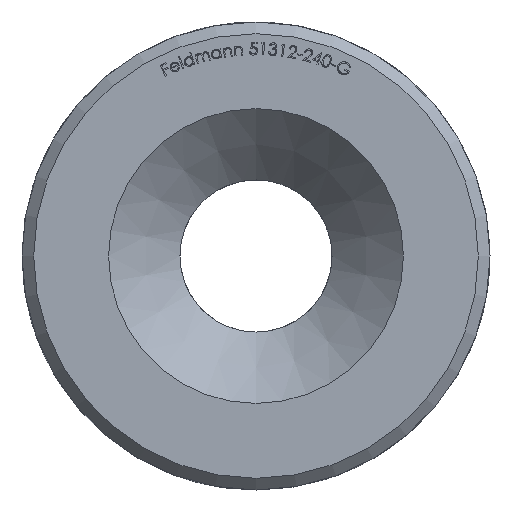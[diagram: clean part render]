
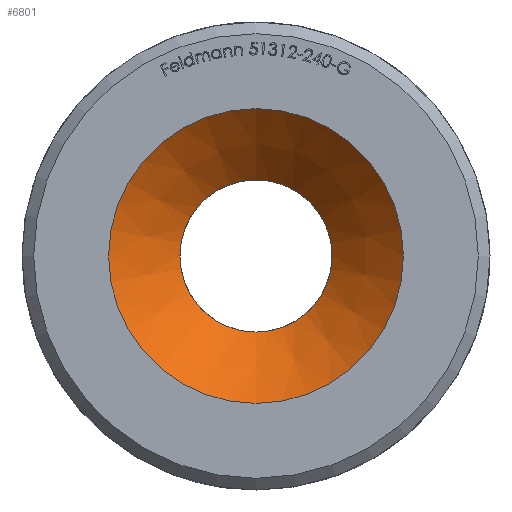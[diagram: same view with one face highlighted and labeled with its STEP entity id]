
A CAD part, front view. The second image highlights one B-rep face of the part: STEP entity #6801.
In plain terms, the highlighted conical face has half-angle 45 degrees and reference radius 6.3 mm.
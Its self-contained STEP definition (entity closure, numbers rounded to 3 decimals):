
#272 = ORIENTED_EDGE ( 'NONE', *, *, #5802, .F. ) ;
#1372 = CIRCLE ( 'NONE', #11058, 3.25 ) ;
#1610 = CARTESIAN_POINT ( 'NONE',  ( 0., 3.05, -3.25 ) ) ;
#1905 = DIRECTION ( 'NONE',  ( 0., -1., 0. ) ) ;
#2486 = FACE_OUTER_BOUND ( 'NONE', #7949, .T. ) ;
#2648 = CIRCLE ( 'NONE', #11654, 6.3 ) ;
#3435 = CONICAL_SURFACE ( 'NONE', #10979, 6.3, 0.785 ) ;
#3596 = CARTESIAN_POINT ( 'NONE',  ( 0., 0., 0. ) ) ;
#3756 = CARTESIAN_POINT ( 'NONE',  ( 0., 0., -6.3 ) ) ;
#3876 = DIRECTION ( 'NONE',  ( 0., 0., -1. ) ) ;
#4058 = DIRECTION ( 'NONE',  ( 0., 0., -1. ) ) ;
#5802 = EDGE_CURVE ( 'NONE', #13060, #13060, #1372, .T. ) ;
#5852 = EDGE_LOOP ( 'NONE', ( #272 ) ) ;
#6706 = EDGE_CURVE ( 'NONE', #11931, #11931, #2648, .T. ) ;
#6801 = ADVANCED_FACE ( 'NONE', ( #2486, #8038 ), #3435, .F. ) ;
#7062 = DIRECTION ( 'NONE',  ( 0., -1., 0. ) ) ;
#7483 = DIRECTION ( 'NONE',  ( 0., 0., -1. ) ) ;
#7567 = ORIENTED_EDGE ( 'NONE', *, *, #6706, .T. ) ;
#7949 = EDGE_LOOP ( 'NONE', ( #7567 ) ) ;
#8038 = FACE_BOUND ( 'NONE', #5852, .T. ) ;
#10180 = CARTESIAN_POINT ( 'NONE',  ( 0., 3.05, 0. ) ) ;
#10979 = AXIS2_PLACEMENT_3D ( 'NONE', #3596, #11605, #7483 ) ;
#11058 = AXIS2_PLACEMENT_3D ( 'NONE', #10180, #7062, #4058 ) ;
#11143 = CARTESIAN_POINT ( 'NONE',  ( 0., 0., 0. ) ) ;
#11605 = DIRECTION ( 'NONE',  ( 0., -1., 0. ) ) ;
#11654 = AXIS2_PLACEMENT_3D ( 'NONE', #11143, #1905, #3876 ) ;
#11931 = VERTEX_POINT ( 'NONE', #3756 ) ;
#13060 = VERTEX_POINT ( 'NONE', #1610 ) ;
